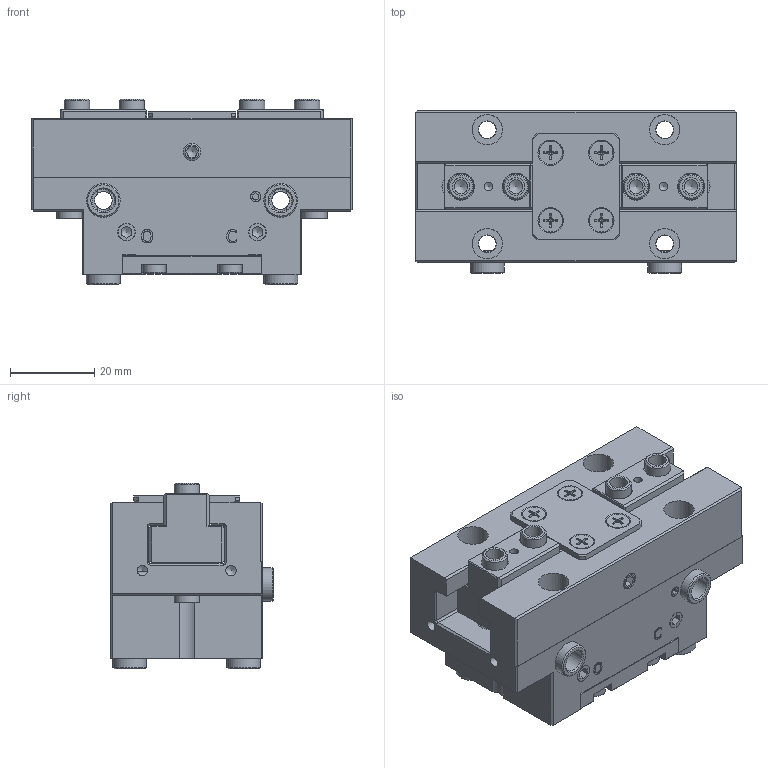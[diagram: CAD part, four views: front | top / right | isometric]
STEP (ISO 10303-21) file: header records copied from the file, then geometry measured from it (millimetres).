
FILE_DESCRIPTION(/* description */ ('ASSIEME CORSA 6 mm PER GRIFFA'),/* implementation_level */ '2;1');
FILE_NAME(/* name */ 'PGP-64-C1.stp',/* time_stamp */ '2020-06-06T17:33:35+02:00',/* author */ ('e.orio2'),/* organization */ (''),/* preprocessor_version */ 'ST-DEVELOPER v17',/* originating_system */ 'Autodesk Inventor 2019',/* authorisation */ '');
FILE_SCHEMA (('AUTOMOTIVE_DESIGN { 1 0 10303 214 3 1 1 }'));
Length unit declared in the file: millimetre
Products named in the file (15): PGP-64-C1; DIN 913 - M4 x 10; ISO 7046-1  - M3 x 6 - 4.8 - H; DIN 913 - M3 x 10; DIN 7984 - M3 x 8; ISO 4026 - M3 x 4; ISO 4026 - M5 x 5; DIN 913 - M5 x 5; BOCCOLA SENSORE M5; BOCCOLA 6H7L5; BOCCOLA 8H7L5.4; PGP64-CORPO; PGP64-FONDELLO STD(OPP-64); PZP-64-GRIFFA; PGP-64-COPERCHIO
Assembly tree (34 placements, depth 2):
  PGP-64-C1
    ISO 7046-1  - M3 x 6 - 4.8 - H  x4
    ISO 4026 - M3 x 4  x4
    DIN 913 - M4 x 10  x2
    DIN 913 - M3 x 10
    DIN 7984 - M3 x 8  x4
    ISO 4026 - M5 x 5  x2
    DIN 913 - M5 x 5  x2
    BOCCOLA 8H7L5.4  x4
    BOCCOLA SENSORE M5  x2
    BOCCOLA 6H7L5  x4
    PGP64-CORPO
    PGP64-FONDELLO STD(OPP-64)
    PZP-64-GRIFFA  x2
    PGP-64-COPERCHIO
Bounding box: 76 x 38.5 x 44 mm (x, y, z)
Volume: 77693.5 mm3; surface area: 36727.3 mm2
Topology: 34 solids, 34 shells, 881 faces, 2359 edges, 1571 vertices
Faces by surface type: plane 434, cone 183, cylinder 176, bspline 60, torus 28
Full cylindrical faces by diameter (mm): 2 x3, 2.013 x2, 2.4 x1, 2.459 x15, 2.693 x4, 3 x14, 3.2 x1, 3.242 x10, 3.3 x4, 4 x6, 4.134 x12, 4.2 x14, 4.5 x2, 5 x4, 5.3 x4, 5.5 x10, 6 x12, 7.2 x6, 8 x8
Entity records: 20064 total; most frequent: CARTESIAN_POINT 4641, ORIENTED_EDGE 3136, DIRECTION 2991, EDGE_CURVE 1568, AXIS2_PLACEMENT_3D 1062, VERTEX_POINT 1061, LINE 867, VECTOR 867
